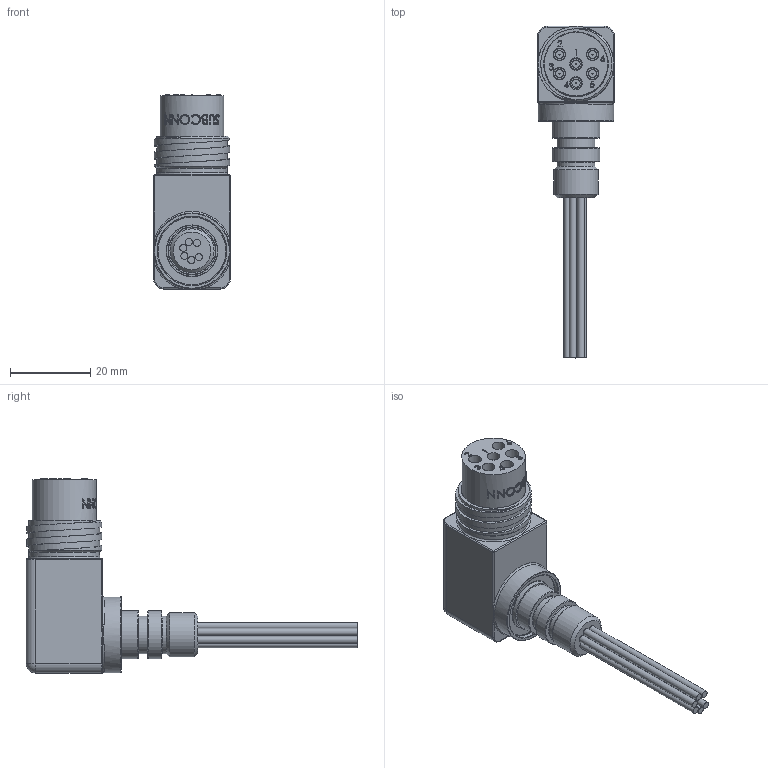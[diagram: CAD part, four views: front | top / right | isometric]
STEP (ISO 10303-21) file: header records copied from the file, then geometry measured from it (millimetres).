
FILE_DESCRIPTION(/* description */ (''),/* implementation_level */ '2;1');
FILE_NAME(/* name */ 'MCBHRA6FAS 2 O-ring.stp',/* time_stamp */ '2022-07-13T08:50:23+02:00',/* author */ ('sh'),/* organization */ (''),/* preprocessor_version */ 'ST-DEVELOPER v17',/* originating_system */ 'Autodesk Inventor 2019',/* authorisation */ '');
FILE_SCHEMA (('AUTOMOTIVE_DESIGN { 1 0 10303 214 3 1 1 }'));
Length unit declared in the file: millimetre
Products named in the file (1): MCBHRA6FAS 2 O-ring
Bounding box: 19.05 x 82.85 x 48.44 mm (x, y, z)
Volume: 17784.6 mm3; surface area: 7427.4 mm2
Topology: 1 solids, 7 shells, 541 faces, 1520 edges, 1028 vertices
Faces by surface type: plane 215, bspline 107, cylinder 95, torus 85, cone 35, sphere 4
Full cylindrical faces by diameter (mm): 1.778 x6, 2.037 x6, 2.057 x6, 2.743 x6, 3.175 x30, 9.398 x2, 11.024 x1, 11.938 x2, 12.7 x1, 15.875 x1, 17.145 x1, 17.628 x2, 18.847 x2, 18.923 x1
Entity records: 28894 total; most frequent: CARTESIAN_POINT 14405, ORIENTED_EDGE 3032, DIRECTION 2798, EDGE_CURVE 1516, AXIS2_PLACEMENT_3D 1114, VERTEX_POINT 1028, CIRCLE 631, EDGE_LOOP 592
